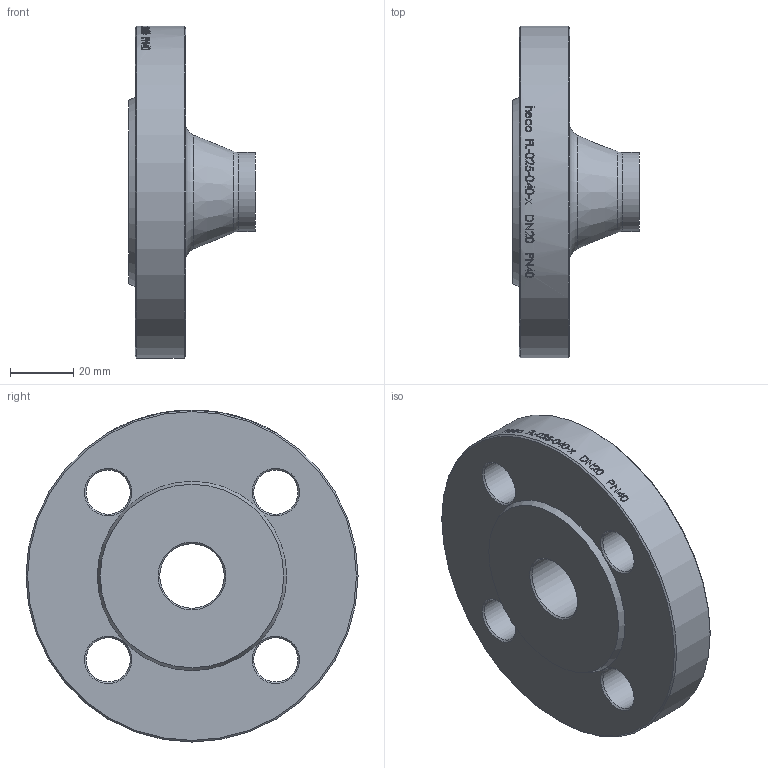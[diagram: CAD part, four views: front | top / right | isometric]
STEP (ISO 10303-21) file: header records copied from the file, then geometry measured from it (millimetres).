
FILE_DESCRIPTION (( 'STEP AP214' ), '1' );
FILE_NAME ('FL-025-040-x Vorschweissflansch PN40 DN20 din DIN2635 2009.STEP', '2020-09-24T09:40:46', ( '' ), ( '' ), 'SwSTEP 2.0', 'SolidWorks 2019', '' );
FILE_SCHEMA (( 'AUTOMOTIVE_DESIGN' ));
Length unit declared in the file: millimetre
Products named in the file (1): FL-025-040-x Vorschweissflansch PN40 DN20 din DIN2635 2009
Bounding box: 40 x 105 x 105 mm (x, y, z)
Volume: 136793.9 mm3; surface area: 27480 mm2
Topology: 1 solids, 1 shells, 61 faces, 305 edges, 282 vertices
Faces by surface type: cylinder 42, cone 13, plane 4, torus 2
Full cylindrical faces by diameter (mm): 14 x4, 20.4 x1, 25 x1, 105 x1
Entity records: 6351 total; most frequent: CARTESIAN_POINT 3751, ORIENTED_EDGE 548, DIRECTION 349, VERTEX_POINT 274, EDGE_CURVE 274, AXIS2_PLACEMENT_3D 152, B_SPLINE_CURVE_WITH_KNOTS 139, EDGE_LOOP 130
